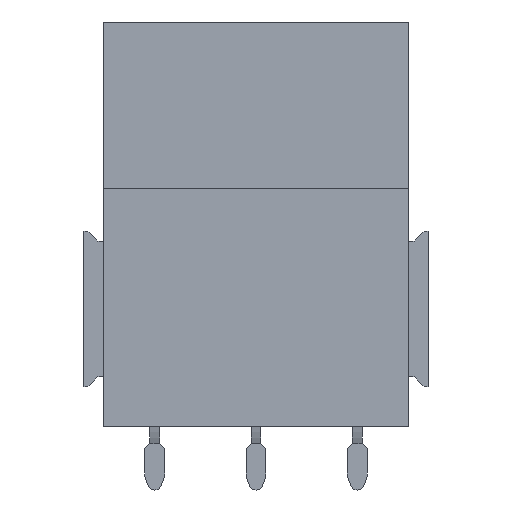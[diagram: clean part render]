
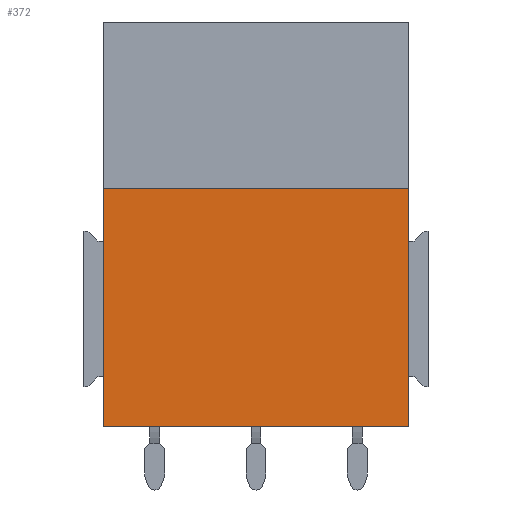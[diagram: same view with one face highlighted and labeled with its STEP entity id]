
A CAD part, front view. The second image highlights one B-rep face of the part: STEP entity #372.
In plain terms, the highlighted planar face has unit normal (0, -1, 0).
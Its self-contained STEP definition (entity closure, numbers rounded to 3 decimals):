
#345=AXIS2_PLACEMENT_3D('Plane Axis2P3D',#342,#343,#344) ;
#293=CARTESIAN_POINT('Vertex',(1.,0.,3.2)) ;
#296=CARTESIAN_POINT('Line Origine',(1.,0.,9.15)) ;
#300=CARTESIAN_POINT('Vertex',(1.,0.,15.1)) ;
#342=CARTESIAN_POINT('Axis2P3D Location',(6.08,0.,0.)) ;
#347=CARTESIAN_POINT('Line Origine',(16.24,0.,9.15)) ;
#351=CARTESIAN_POINT('Vertex',(16.24,0.,3.2)) ;
#353=CARTESIAN_POINT('Vertex',(16.24,0.,15.1)) ;
#356=CARTESIAN_POINT('Line Origine',(8.62,0.,15.1)) ;
#361=CARTESIAN_POINT('Line Origine',(8.62,0.,3.2)) ;
#297=DIRECTION('Vector Direction',(0.,0.,1.)) ;
#343=DIRECTION('Axis2P3D Direction',(0.,1.,-0.)) ;
#344=DIRECTION('Axis2P3D XDirection',(-1.,0.,0.)) ;
#348=DIRECTION('Vector Direction',(0.,0.,1.)) ;
#357=DIRECTION('Vector Direction',(1.,0.,0.)) ;
#362=DIRECTION('Vector Direction',(-1.,0.,0.)) ;
#298=VECTOR('Line Direction',#297,1.) ;
#349=VECTOR('Line Direction',#348,1.) ;
#358=VECTOR('Line Direction',#357,1.) ;
#363=VECTOR('Line Direction',#362,1.) ;
#367=ORIENTED_EDGE('',*,*,#355,.T.) ;
#368=ORIENTED_EDGE('',*,*,#360,.F.) ;
#369=ORIENTED_EDGE('',*,*,#302,.F.) ;
#370=ORIENTED_EDGE('',*,*,#365,.F.) ;
#372=ADVANCED_FACE('BLL5.08/03/180B 3.2SNOR 1682740000',(#371),#346,.F.) ;
#302=EDGE_CURVE('',#294,#301,#299,.T.) ;
#355=EDGE_CURVE('',#352,#354,#350,.T.) ;
#360=EDGE_CURVE('',#301,#354,#359,.T.) ;
#365=EDGE_CURVE('',#352,#294,#364,.T.) ;
#366=EDGE_LOOP('',(#367,#368,#369,#370)) ;
#371=FACE_OUTER_BOUND('',#366,.T.) ;
#299=LINE('Line',#296,#298) ;
#350=LINE('Line',#347,#349) ;
#359=LINE('Line',#356,#358) ;
#364=LINE('Line',#361,#363) ;
#346=PLANE('',#345) ;
#294=VERTEX_POINT('',#293) ;
#301=VERTEX_POINT('',#300) ;
#352=VERTEX_POINT('',#351) ;
#354=VERTEX_POINT('',#353) ;
